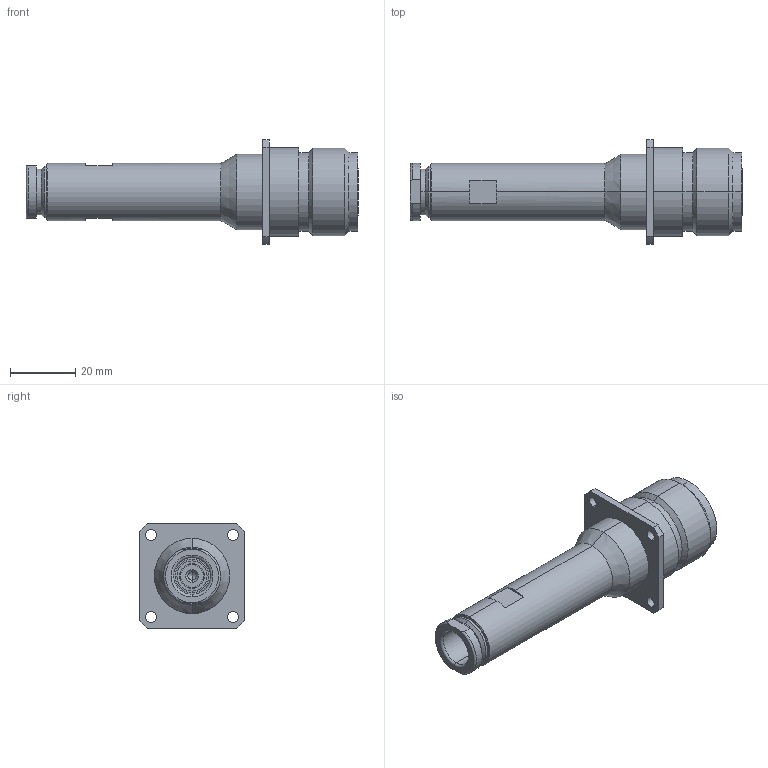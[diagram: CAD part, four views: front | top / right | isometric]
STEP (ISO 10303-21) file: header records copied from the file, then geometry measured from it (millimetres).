
FILE_DESCRIPTION (( 'STEP AP203' ), '1' );
FILE_NAME ('R346268000.STEP', '2024-10-28T10:32:40', ( '' ), ( '' ), 'SwSTEP 2.0', 'SolidWorks 2021', '' );
FILE_SCHEMA (( 'CONFIG_CONTROL_DESIGN' ));
Length unit declared in the file: millimetre
Products named in the file (2): Pièce2^R346268000; R346268000
Assembly tree (1 placements, depth 2):
  R346268000
    Pièce2^R346268000
Bounding box: 101.4 x 32 x 32 mm (x, y, z)
Volume: 26138 mm3; surface area: 19188.1 mm2
Topology: 1 solids, 4 shells, 517 faces, 1380 edges, 892 vertices
Faces by surface type: plane 234, cylinder 207, cone 50, torus 26
Entity records: 16609 total; most frequent: CARTESIAN_POINT 3309, DIRECTION 2793, ORIENTED_EDGE 2756, EDGE_CURVE 1378, AXIS2_PLACEMENT_3D 1030, VERTEX_POINT 892, VECTOR 733, LINE 733
